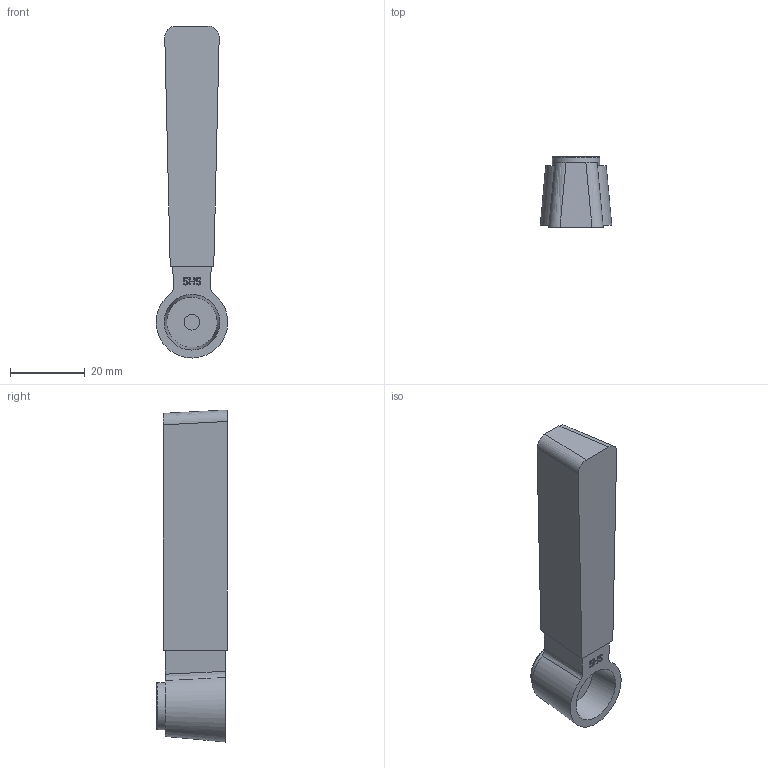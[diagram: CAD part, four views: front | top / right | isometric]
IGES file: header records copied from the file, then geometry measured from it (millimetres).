
Global section: file name: V621-TM; native system: Autodesk Inventor 2018; preprocessor: unknown; author: camerond; date: 20170824.142037; units: millimetre
Bounding box: 19.15 x 19 x 88.9 mm (x, y, z)
Volume: 15799 mm3; surface area: 8633.4 mm2
Topology: 6 solids, 6 shells, 150 faces, 401 edges, 273 vertices
Faces by surface type: bspline 150
